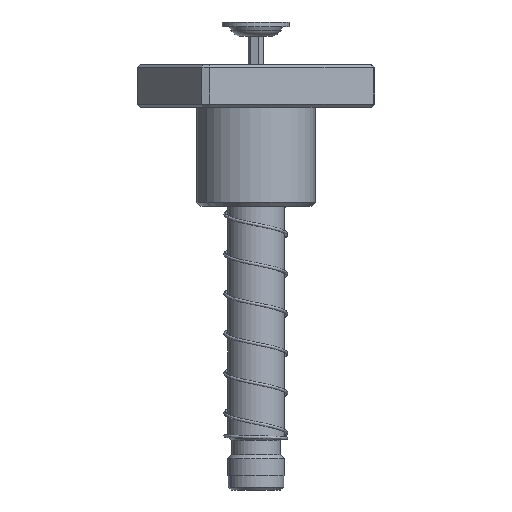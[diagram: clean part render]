
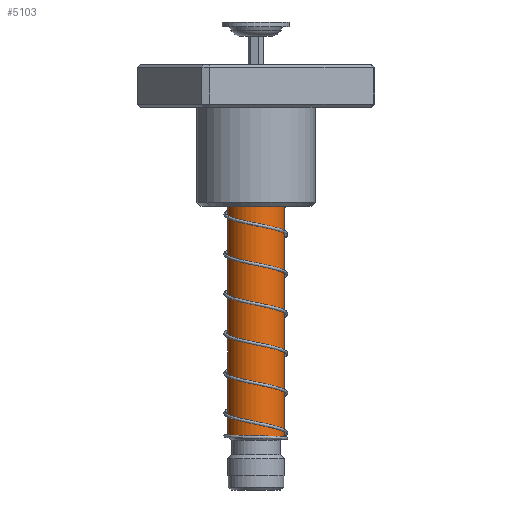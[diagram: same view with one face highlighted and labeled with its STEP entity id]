
A CAD part, front view. The second image highlights one B-rep face of the part: STEP entity #5103.
In plain terms, the highlighted cylindrical face has radius 10 mm (diameter 20 mm), a partial arc.
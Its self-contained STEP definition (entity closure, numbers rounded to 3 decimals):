
#282 = CIRCLE ( 'NONE', #28974, 10. ) ;
#1156 = DIRECTION ( 'NONE',  ( 0., 0., -1. ) ) ;
#1280 = CARTESIAN_POINT ( 'NONE',  ( -10., 0., 150. ) ) ;
#1360 = AXIS2_PLACEMENT_3D ( 'NONE', #6185, #8889, #9017 ) ;
#2888 = VERTEX_POINT ( 'NONE', #27242 ) ;
#2900 = EDGE_CURVE ( 'NONE', #16297, #4942, #27069, .T. ) ;
#4942 = VERTEX_POINT ( 'NONE', #35191 ) ;
#5103 = ADVANCED_FACE ( 'NONE', ( #11599 ), #25393, .T. ) ;
#6185 = CARTESIAN_POINT ( 'NONE',  ( 0., 0., 150. ) ) ;
#8889 = DIRECTION ( 'NONE',  ( 0., 0., -1. ) ) ;
#9017 = DIRECTION ( 'NONE',  ( -1., 0., 0. ) ) ;
#10537 = CARTESIAN_POINT ( 'NONE',  ( 10., 0., 19. ) ) ;
#11599 = FACE_OUTER_BOUND ( 'NONE', #35910, .T. ) ;
#11701 = CARTESIAN_POINT ( 'NONE',  ( 0., 0., 147.5 ) ) ;
#11812 = DIRECTION ( 'NONE',  ( -1., 0., 0. ) ) ;
#12035 = VECTOR ( 'NONE', #15600, 1000. ) ;
#14545 = ORIENTED_EDGE ( 'NONE', *, *, #35249, .F. ) ;
#15303 = CARTESIAN_POINT ( 'NONE',  ( 0., 0., 19. ) ) ;
#15600 = DIRECTION ( 'NONE',  ( 0., 0., -1. ) ) ;
#15864 = ORIENTED_EDGE ( 'NONE', *, *, #16969, .T. ) ;
#16297 = VERTEX_POINT ( 'NONE', #35361 ) ;
#16969 = EDGE_CURVE ( 'NONE', #2888, #16297, #282, .T. ) ;
#17121 = AXIS2_PLACEMENT_3D ( 'NONE', #15303, #35419, #11812 ) ;
#17266 = VERTEX_POINT ( 'NONE', #10537 ) ;
#17441 = VECTOR ( 'NONE', #1156, 1000. ) ;
#18034 = LINE ( 'NONE', #18798, #12035 ) ;
#18798 = CARTESIAN_POINT ( 'NONE',  ( 10., 0., 150. ) ) ;
#25393 = CYLINDRICAL_SURFACE ( 'NONE', #1360, 10. ) ;
#27069 = LINE ( 'NONE', #1280, #17441 ) ;
#27242 = CARTESIAN_POINT ( 'NONE',  ( 10., 0., 147.5 ) ) ;
#28974 = AXIS2_PLACEMENT_3D ( 'NONE', #11701, #35557, #29183 ) ;
#29183 = DIRECTION ( 'NONE',  ( 1., 0., 0. ) ) ;
#30921 = EDGE_CURVE ( 'NONE', #17266, #4942, #35570, .T. ) ;
#32286 = ORIENTED_EDGE ( 'NONE', *, *, #2900, .T. ) ;
#34407 = ORIENTED_EDGE ( 'NONE', *, *, #30921, .F. ) ;
#35191 = CARTESIAN_POINT ( 'NONE',  ( -10., 0., 19. ) ) ;
#35249 = EDGE_CURVE ( 'NONE', #2888, #17266, #18034, .T. ) ;
#35361 = CARTESIAN_POINT ( 'NONE',  ( -10., 0., 147.5 ) ) ;
#35419 = DIRECTION ( 'NONE',  ( 0., 0., -1. ) ) ;
#35557 = DIRECTION ( 'NONE',  ( 0., 0., -1. ) ) ;
#35570 = CIRCLE ( 'NONE', #17121, 10. ) ;
#35910 = EDGE_LOOP ( 'NONE', ( #14545, #15864, #32286, #34407 ) ) ;
